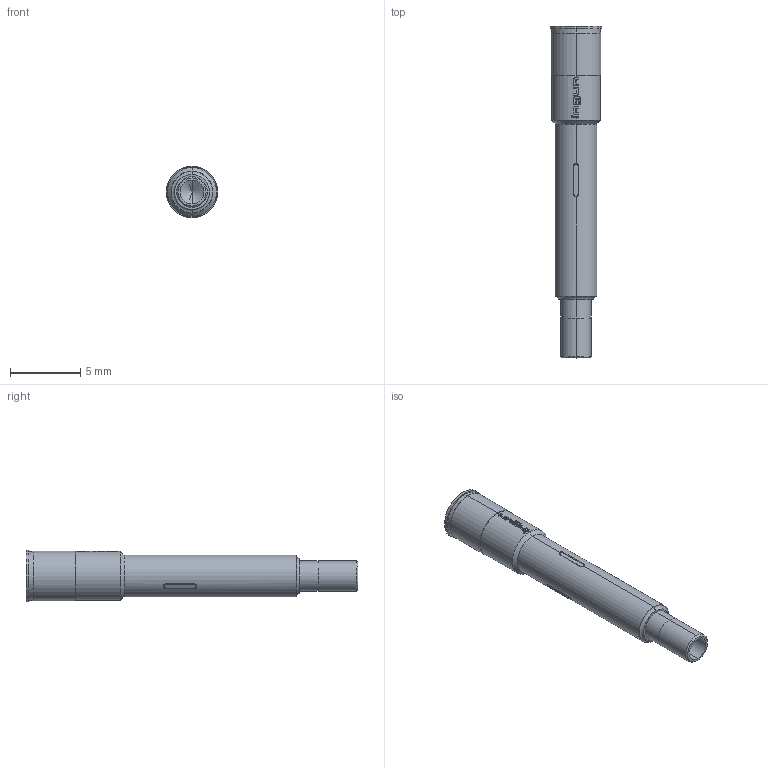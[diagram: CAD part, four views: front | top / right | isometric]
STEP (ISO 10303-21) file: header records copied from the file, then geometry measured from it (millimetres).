
FILE_DESCRIPTION (( 'STEP AP203' ), '1' );
FILE_NAME ('INGUN_KS-115_M3_F-R.STEP', '2021-10-19T09:19:49', ( 'ochi' ), ( '' ), 'SwSTEP 2.0', 'SolidWorks 2018', '' );
FILE_SCHEMA (( 'CONFIG_CONTROL_DESIGN' ));
Length unit declared in the file: millimetre
Products named in the file (1): INGUN_KS-115_M3_F-R
Bounding box: 3.7 x 23.7 x 3.7 mm (x, y, z)
Volume: 166.6 mm3; surface area: 253.2 mm2
Topology: 1 solids, 1 shells, 135 faces, 363 edges, 237 vertices
Faces by surface type: plane 50, cylinder 43, bspline 34, cone 6, torus 2
Entity records: 4918 total; most frequent: CARTESIAN_POINT 1666, ORIENTED_EDGE 722, DIRECTION 591, EDGE_CURVE 361, AXIS2_PLACEMENT_3D 238, VERTEX_POINT 237, EDGE_LOOP 144, CIRCLE 136
